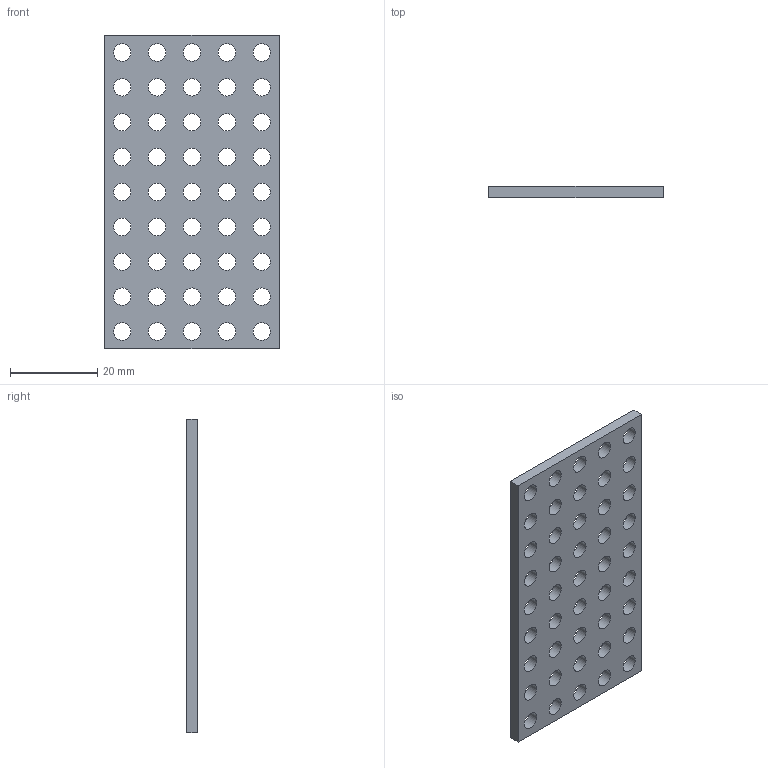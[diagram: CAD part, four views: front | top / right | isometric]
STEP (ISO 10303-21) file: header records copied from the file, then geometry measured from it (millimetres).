
FILE_DESCRIPTION( ( '' ), ' ' );
FILE_NAME( '5a2ac63872ac810ef6302d02.step', '2017-12-08T17:04:57', ( '' ), ( '' ), ' ', ' ', ' ' );
FILE_SCHEMA( ( 'AUTOMOTIVE_DESIGN { 1 0 10303 214 1 1 1 1 }' ) );
Length unit declared in the file: metre
Products named in the file (1): 1116-0040-0072
Bounding box: 40 x 2.5 x 72 mm (x, y, z)
Volume: 5786.3 mm3; surface area: 6602.7 mm2
Topology: 1 solids, 1 shells, 51 faces, 147 edges, 98 vertices
Faces by surface type: cylinder 45, plane 6
Full cylindrical faces by diameter (mm): 4 x45
Entity records: 2110 total; most frequent: DIRECTION 296, CARTESIAN_POINT 252, ORIENTED_EDGE 204, EDGE_LOOP 186, AXIS2_PLACEMENT_3D 142, EDGE_CURVE 102, VERTEX_POINT 98, FACE_OUTER_BOUND 96
